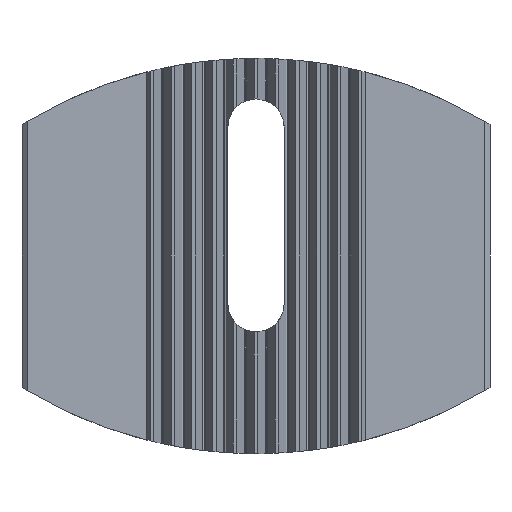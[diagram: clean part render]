
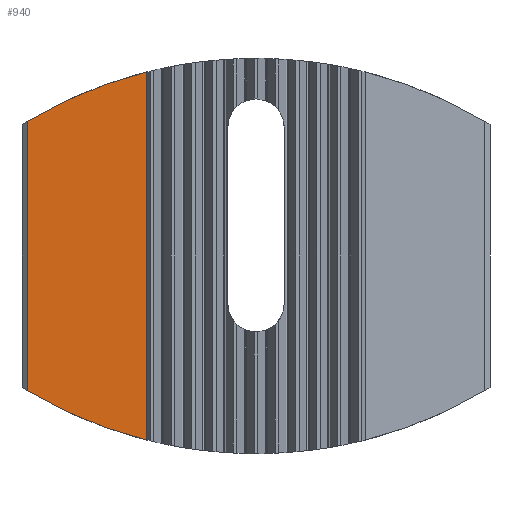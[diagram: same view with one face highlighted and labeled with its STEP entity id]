
A CAD part, left-side view. The second image highlights one B-rep face of the part: STEP entity #940.
In plain terms, the highlighted planar face has unit normal (-1, 0, 0).
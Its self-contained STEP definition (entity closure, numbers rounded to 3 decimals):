
#33 = VERTEX_POINT ( 'NONE', #40 ) ;
#40 = CARTESIAN_POINT ( 'NONE',  ( 1., 22., 12.946 ) ) ;
#200 = DIRECTION ( 'NONE',  ( 1., 0., 0. ) ) ;
#253 = EDGE_CURVE ( 'NONE', #848, #2382, #1080, .T. ) ;
#297 = DIRECTION ( 'NONE',  ( 1., 0., 0. ) ) ;
#638 = CIRCLE ( 'NONE', #2940, 43. ) ;
#654 = AXIS2_PLACEMENT_3D ( 'NONE', #3507, #297, #1508 ) ;
#848 = VERTEX_POINT ( 'NONE', #1714 ) ;
#874 = PLANE ( 'NONE',  #654 ) ;
#894 = DIRECTION ( 'NONE',  ( 0., 0., -1. ) ) ;
#940 = ADVANCED_FACE ( 'NONE', ( #2310 ), #874, .F. ) ;
#1051 = LINE ( 'NONE', #2327, #3104 ) ;
#1080 = LINE ( 'NONE', #1632, #2498 ) ;
#1104 = CARTESIAN_POINT ( 'NONE',  ( 1., 22., -12.946 ) ) ;
#1217 = EDGE_CURVE ( 'NONE', #2382, #1581, #638, .T. ) ;
#1373 = CARTESIAN_POINT ( 'NONE',  ( 1., 0., 24. ) ) ;
#1404 = DIRECTION ( 'NONE',  ( 1., 0., 0. ) ) ;
#1444 = DIRECTION ( 'NONE',  ( 0., 1., 0. ) ) ;
#1508 = DIRECTION ( 'NONE',  ( 0., 1., 0. ) ) ;
#1517 = CARTESIAN_POINT ( 'NONE',  ( 1., 10.5, -17.698 ) ) ;
#1526 = ORIENTED_EDGE ( 'NONE', *, *, #253, .F. ) ;
#1581 = VERTEX_POINT ( 'NONE', #1104 ) ;
#1632 = CARTESIAN_POINT ( 'NONE',  ( 1., 10.5, 25. ) ) ;
#1714 = CARTESIAN_POINT ( 'NONE',  ( 1., 10.5, 17.698 ) ) ;
#2156 = DIRECTION ( 'NONE',  ( 0., 1., 0. ) ) ;
#2310 = FACE_OUTER_BOUND ( 'NONE', #2714, .T. ) ;
#2327 = CARTESIAN_POINT ( 'NONE',  ( 1., 22., 25. ) ) ;
#2381 = ORIENTED_EDGE ( 'NONE', *, *, #3410, .F. ) ;
#2382 = VERTEX_POINT ( 'NONE', #1517 ) ;
#2462 = DIRECTION ( 'NONE',  ( 0., 0., -1. ) ) ;
#2498 = VECTOR ( 'NONE', #894, 1000. ) ;
#2512 = CIRCLE ( 'NONE', #2643, 43. ) ;
#2577 = CARTESIAN_POINT ( 'NONE',  ( 1., 0., -24. ) ) ;
#2643 = AXIS2_PLACEMENT_3D ( 'NONE', #2577, #200, #2156 ) ;
#2714 = EDGE_LOOP ( 'NONE', ( #2381, #3029, #2880, #1526 ) ) ;
#2880 = ORIENTED_EDGE ( 'NONE', *, *, #1217, .F. ) ;
#2881 = EDGE_CURVE ( 'NONE', #33, #1581, #1051, .T. ) ;
#2940 = AXIS2_PLACEMENT_3D ( 'NONE', #1373, #1404, #1444 ) ;
#3029 = ORIENTED_EDGE ( 'NONE', *, *, #2881, .T. ) ;
#3104 = VECTOR ( 'NONE', #2462, 1000. ) ;
#3410 = EDGE_CURVE ( 'NONE', #33, #848, #2512, .T. ) ;
#3507 = CARTESIAN_POINT ( 'NONE',  ( 1., 22.5, 25. ) ) ;
